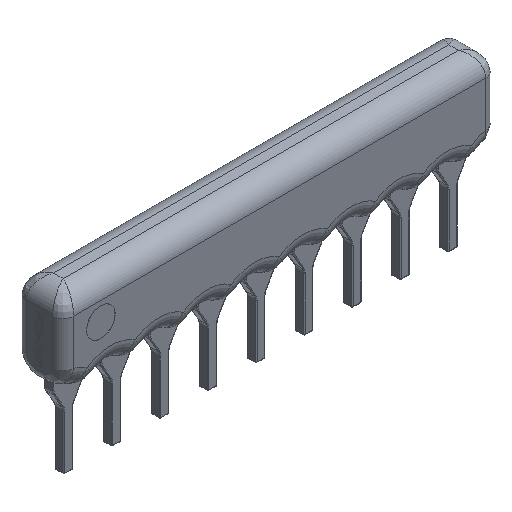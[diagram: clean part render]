
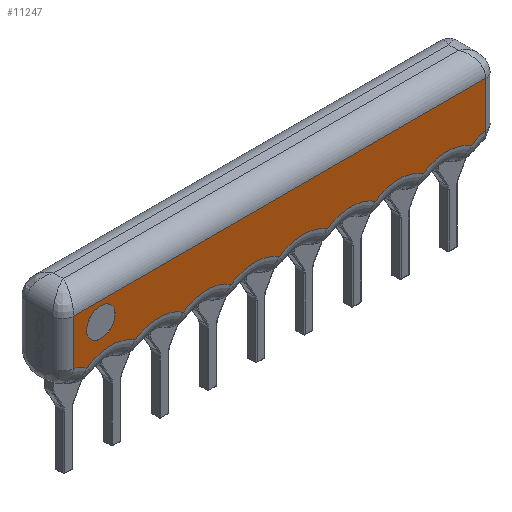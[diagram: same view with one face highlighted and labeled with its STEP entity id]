
A CAD part, isometric view. The second image highlights one B-rep face of the part: STEP entity #11247.
In plain terms, the highlighted planar face has unit normal (0, -1, 0).
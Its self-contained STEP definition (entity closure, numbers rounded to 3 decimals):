
#180=FACE_BOUND('',#2162,.T.);
#721=PLANE('',#12570);
#1451=FACE_OUTER_BOUND('',#2161,.T.);
#2161=EDGE_LOOP('',(#9752,#9753,#9754,#9755,#9756,#9757,#9758,#9759,#9760,
#9761,#9762,#9763,#9764));
#2162=EDGE_LOOP('',(#9765));
#2546=LINE('',#17904,#3139);
#2787=LINE('',#23082,#3380);
#2789=LINE('',#23085,#3382);
#3139=VECTOR('',#13725,10.);
#3380=VECTOR('',#15740,10.);
#3382=VECTOR('',#15744,10.);
#3572=CIRCLE('',#11665,0.75);
#3600=CIRCLE('',#11714,2.27);
#4063=CIRCLE('',#12481,2.27);
#4067=CIRCLE('',#12487,2.27);
#4071=CIRCLE('',#12493,2.27);
#4075=CIRCLE('',#12499,2.27);
#4079=CIRCLE('',#12505,2.27);
#4083=CIRCLE('',#12511,2.27);
#4087=CIRCLE('',#12517,2.27);
#4118=CIRCLE('',#12571,2.27);
#4119=CIRCLE('',#12572,2.27);
#4556=VERTEX_POINT('',#17749);
#4560=VERTEX_POINT('',#17820);
#4562=VERTEX_POINT('',#17855);
#4601=VERTEX_POINT('',#18298);
#4602=VERTEX_POINT('',#18305);
#4631=VERTEX_POINT('',#18822);
#5048=VERTEX_POINT('',#22985);
#5049=VERTEX_POINT('',#22992);
#5050=VERTEX_POINT('',#22999);
#5051=VERTEX_POINT('',#23006);
#5052=VERTEX_POINT('',#23013);
#5053=VERTEX_POINT('',#23020);
#5054=VERTEX_POINT('',#23027);
#5056=VERTEX_POINT('',#23086);
#5686=EDGE_CURVE('',#4556,#4556,#3572,.T.);
#5705=EDGE_CURVE('',#4560,#4562,#2546,.T.);
#5755=EDGE_CURVE('',#4601,#4602,#3600,.T.);
#6607=EDGE_CURVE('',#4602,#5048,#4063,.T.);
#6611=EDGE_CURVE('',#5048,#5049,#4067,.T.);
#6615=EDGE_CURVE('',#5049,#5050,#4071,.T.);
#6619=EDGE_CURVE('',#5050,#5051,#4075,.T.);
#6623=EDGE_CURVE('',#5051,#5052,#4079,.T.);
#6627=EDGE_CURVE('',#5052,#5053,#4083,.T.);
#6631=EDGE_CURVE('',#5053,#5054,#4087,.T.);
#6662=EDGE_CURVE('',#4562,#4601,#2787,.T.);
#6664=EDGE_CURVE('',#4631,#4560,#2789,.T.);
#6665=EDGE_CURVE('',#5056,#4631,#4118,.T.);
#6666=EDGE_CURVE('',#5054,#5056,#4119,.T.);
#9752=ORIENTED_EDGE('',*,*,#5705,.F.);
#9753=ORIENTED_EDGE('',*,*,#6664,.F.);
#9754=ORIENTED_EDGE('',*,*,#6665,.F.);
#9755=ORIENTED_EDGE('',*,*,#6666,.F.);
#9756=ORIENTED_EDGE('',*,*,#6631,.F.);
#9757=ORIENTED_EDGE('',*,*,#6627,.F.);
#9758=ORIENTED_EDGE('',*,*,#6623,.F.);
#9759=ORIENTED_EDGE('',*,*,#6619,.F.);
#9760=ORIENTED_EDGE('',*,*,#6615,.F.);
#9761=ORIENTED_EDGE('',*,*,#6611,.F.);
#9762=ORIENTED_EDGE('',*,*,#6607,.F.);
#9763=ORIENTED_EDGE('',*,*,#5755,.F.);
#9764=ORIENTED_EDGE('',*,*,#6662,.F.);
#9765=ORIENTED_EDGE('',*,*,#5686,.T.);
#11247=ADVANCED_FACE('',(#1451,#180),#721,.T.);
#11665=AXIS2_PLACEMENT_3D('',#17750,#13684,#13685);
#11714=AXIS2_PLACEMENT_3D('',#18306,#13795,#13796);
#12481=AXIS2_PLACEMENT_3D('',#22986,#15562,#15563);
#12487=AXIS2_PLACEMENT_3D('',#22993,#15574,#15575);
#12493=AXIS2_PLACEMENT_3D('',#23000,#15586,#15587);
#12499=AXIS2_PLACEMENT_3D('',#23007,#15598,#15599);
#12505=AXIS2_PLACEMENT_3D('',#23014,#15610,#15611);
#12511=AXIS2_PLACEMENT_3D('',#23021,#15622,#15623);
#12517=AXIS2_PLACEMENT_3D('',#23028,#15634,#15635);
#12570=AXIS2_PLACEMENT_3D('',#23084,#15742,#15743);
#12571=AXIS2_PLACEMENT_3D('',#23087,#15745,#15746);
#12572=AXIS2_PLACEMENT_3D('',#23088,#15747,#15748);
#13684=DIRECTION('center_axis',(0.,1.,0.));
#13685=DIRECTION('ref_axis',(-1.,0.,0.));
#13725=DIRECTION('',(1.,0.,0.));
#13795=DIRECTION('center_axis',(0.,-1.,0.));
#13796=DIRECTION('ref_axis',(-0.531,0.,0.847));
#15562=DIRECTION('center_axis',(0.,-1.,0.));
#15563=DIRECTION('ref_axis',(-0.335,0.,0.942));
#15574=DIRECTION('center_axis',(0.,-1.,0.));
#15575=DIRECTION('ref_axis',(-0.335,0.,0.942));
#15586=DIRECTION('center_axis',(0.,-1.,0.));
#15587=DIRECTION('ref_axis',(-0.335,0.,0.942));
#15598=DIRECTION('center_axis',(0.,-1.,0.));
#15599=DIRECTION('ref_axis',(-0.335,0.,0.942));
#15610=DIRECTION('center_axis',(0.,-1.,0.));
#15611=DIRECTION('ref_axis',(-0.335,0.,0.942));
#15622=DIRECTION('center_axis',(0.,-1.,0.));
#15623=DIRECTION('ref_axis',(-0.335,0.,0.942));
#15634=DIRECTION('center_axis',(0.,-1.,0.));
#15635=DIRECTION('ref_axis',(-0.335,0.,0.942));
#15740=DIRECTION('',(0.,0.,-1.));
#15742=DIRECTION('center_axis',(0.,-1.,0.));
#15743=DIRECTION('ref_axis',(0.,0.,-1.));
#15744=DIRECTION('',(0.,0.,1.));
#15745=DIRECTION('center_axis',(0.,-1.,0.));
#15746=DIRECTION('ref_axis',(0.232,0.,0.973));
#15747=DIRECTION('center_axis',(0.,-1.,0.));
#15748=DIRECTION('ref_axis',(-0.335,0.,0.942));
#17749=CARTESIAN_POINT('',(1.457,-1.25,4.08));
#17750=CARTESIAN_POINT('Origin',(0.707,-1.25,4.08));
#17820=CARTESIAN_POINT('',(-0.743,-1.25,5.08));
#17855=CARTESIAN_POINT('',(21.057,-1.25,5.08));
#17904=CARTESIAN_POINT('',(4.432,-1.25,5.08));
#18298=CARTESIAN_POINT('',(21.057,-1.25,2.695));
#18305=CARTESIAN_POINT('',(20.297,-1.25,2.364));
#18306=CARTESIAN_POINT('Origin',(21.567,-1.25,0.483));
#18822=CARTESIAN_POINT('',(-0.743,-1.25,2.685));
#22985=CARTESIAN_POINT('',(17.757,-1.25,2.364));
#22986=CARTESIAN_POINT('Origin',(19.027,-1.25,0.483));
#22992=CARTESIAN_POINT('',(15.217,-1.25,2.364));
#22993=CARTESIAN_POINT('Origin',(16.487,-1.25,0.483));
#22999=CARTESIAN_POINT('',(12.677,-1.25,2.364));
#23000=CARTESIAN_POINT('Origin',(13.947,-1.25,0.483));
#23006=CARTESIAN_POINT('',(10.137,-1.25,2.364));
#23007=CARTESIAN_POINT('Origin',(11.407,-1.25,0.483));
#23013=CARTESIAN_POINT('',(7.597,-1.25,2.364));
#23014=CARTESIAN_POINT('Origin',(8.867,-1.25,0.483));
#23020=CARTESIAN_POINT('',(5.057,-1.25,2.364));
#23021=CARTESIAN_POINT('Origin',(6.327,-1.25,0.483));
#23027=CARTESIAN_POINT('',(2.517,-1.25,2.364));
#23028=CARTESIAN_POINT('Origin',(3.787,-1.25,0.483));
#23082=CARTESIAN_POINT('',(21.057,-1.25,4.81));
#23084=CARTESIAN_POINT('Origin',(10.157,-1.25,3.54));
#23085=CARTESIAN_POINT('',(-0.743,-1.25,2.27));
#23086=CARTESIAN_POINT('',(-0.023,-1.25,2.364));
#23087=CARTESIAN_POINT('Origin',(-1.293,-1.25,0.483));
#23088=CARTESIAN_POINT('Origin',(1.247,-1.25,0.483));
